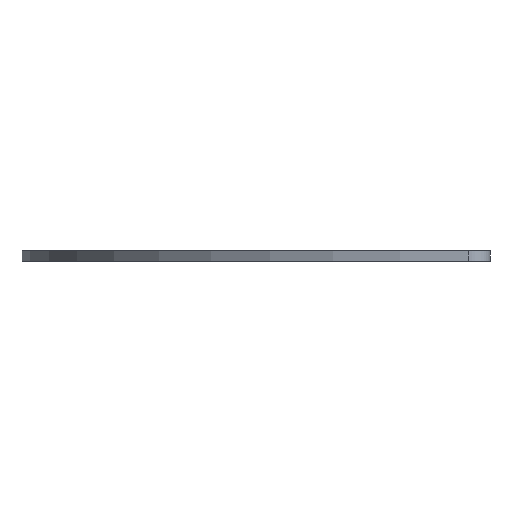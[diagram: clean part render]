
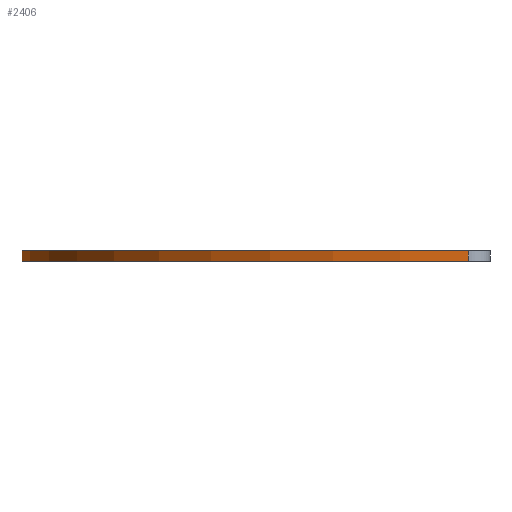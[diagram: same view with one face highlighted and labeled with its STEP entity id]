
A CAD part, left-side view. The second image highlights one B-rep face of the part: STEP entity #2406.
In plain terms, the highlighted cylindrical face has radius 45 mm (diameter 90 mm), a partial arc.
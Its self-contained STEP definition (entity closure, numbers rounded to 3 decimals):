
#196=FACE_OUTER_BOUND('',#316,.T.);
#316=EDGE_LOOP('',(#1945,#1946,#1947,#1948));
#566=LINE('',#3925,#832);
#567=LINE('',#3931,#833);
#832=VECTOR('',#3214,10.);
#833=VECTOR('',#3221,10.);
#951=CIRCLE('',#2619,45.);
#952=CIRCLE('',#2620,45.);
#1161=VERTEX_POINT('',#3922);
#1162=VERTEX_POINT('',#3924);
#1163=VERTEX_POINT('',#3928);
#1164=VERTEX_POINT('',#3930);
#1493=EDGE_CURVE('',#1162,#1161,#566,.T.);
#1495=EDGE_CURVE('',#1161,#1163,#951,.T.);
#1496=EDGE_CURVE('',#1164,#1163,#567,.T.);
#1497=EDGE_CURVE('',#1162,#1164,#952,.T.);
#1945=ORIENTED_EDGE('',*,*,#1495,.T.);
#1946=ORIENTED_EDGE('',*,*,#1496,.F.);
#1947=ORIENTED_EDGE('',*,*,#1497,.F.);
#1948=ORIENTED_EDGE('',*,*,#1493,.T.);
#2301=CYLINDRICAL_SURFACE('',#2618,45.);
#2406=ADVANCED_FACE('',(#196),#2301,.T.);
#2618=AXIS2_PLACEMENT_3D('',#3927,#3217,#3218);
#2619=AXIS2_PLACEMENT_3D('',#3929,#3219,#3220);
#2620=AXIS2_PLACEMENT_3D('',#3932,#3222,#3223);
#3214=DIRECTION('',(0.,0.,1.));
#3217=DIRECTION('center_axis',(0.,0.,1.));
#3218=DIRECTION('ref_axis',(-0.047,0.999,0.));
#3219=DIRECTION('center_axis',(0.,0.,-1.));
#3220=DIRECTION('ref_axis',(-0.047,0.999,0.));
#3221=DIRECTION('',(0.,0.,1.));
#3222=DIRECTION('center_axis',(0.,0.,-1.));
#3223=DIRECTION('ref_axis',(-0.047,0.999,0.));
#3922=CARTESIAN_POINT('',(-22.451,-20.407,1.));
#3924=CARTESIAN_POINT('',(-22.451,-20.407,0.));
#3925=CARTESIAN_POINT('',(-22.451,-20.407,0.));
#3927=CARTESIAN_POINT('Origin',(22.5,-22.5,0.));
#3928=CARTESIAN_POINT('',(20.407,22.451,1.));
#3929=CARTESIAN_POINT('Origin',(22.5,-22.5,1.));
#3930=CARTESIAN_POINT('',(20.407,22.451,0.));
#3931=CARTESIAN_POINT('',(20.407,22.451,0.));
#3932=CARTESIAN_POINT('Origin',(22.5,-22.5,0.));
